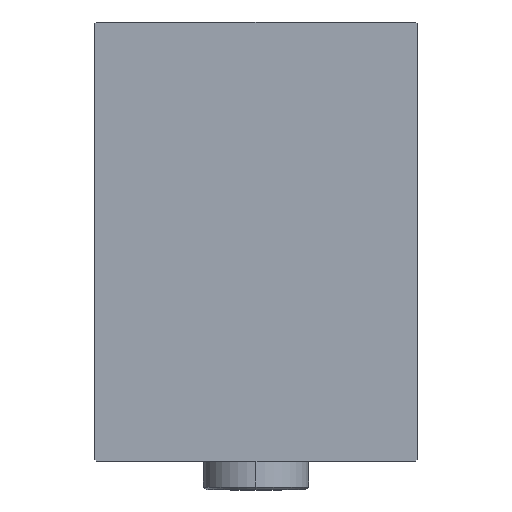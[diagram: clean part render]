
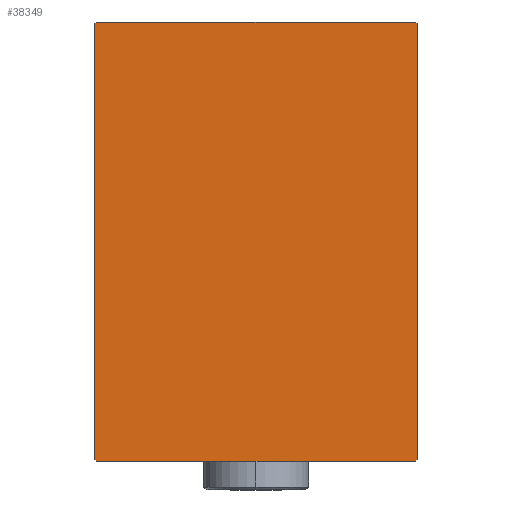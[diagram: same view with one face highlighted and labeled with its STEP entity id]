
A CAD part, left-side view. The second image highlights one B-rep face of the part: STEP entity #38349.
In plain terms, the highlighted face is planar.
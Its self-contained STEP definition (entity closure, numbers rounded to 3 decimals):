
#1156 = ORIENTED_EDGE ( 'NONE', *, *, #18328, .T. ) ;
#1284 = VERTEX_POINT ( 'NONE', #35396 ) ;
#1739 = LINE ( 'NONE', #42026, #35054 ) ;
#2435 = CARTESIAN_POINT ( 'NONE',  ( 175., -27.5, -37.5 ) ) ;
#3529 = CARTESIAN_POINT ( 'NONE',  ( 175., 27.2, 37.5 ) ) ;
#4933 = ORIENTED_EDGE ( 'NONE', *, *, #17338, .T. ) ;
#5836 = DIRECTION ( 'NONE',  ( 0., 0.707, -0.707 ) ) ;
#6095 = LINE ( 'NONE', #44136, #21943 ) ;
#6487 = CARTESIAN_POINT ( 'NONE',  ( 175., 27.2, -37.5 ) ) ;
#6803 = ORIENTED_EDGE ( 'NONE', *, *, #42119, .T. ) ;
#7139 = DIRECTION ( 'NONE',  ( 0., 0., 1. ) ) ;
#7619 = ORIENTED_EDGE ( 'NONE', *, *, #16886, .T. ) ;
#7627 = VERTEX_POINT ( 'NONE', #24624 ) ;
#8453 = DIRECTION ( 'NONE',  ( 0., -1., 0. ) ) ;
#8614 = DIRECTION ( 'NONE',  ( 1., 0., 0. ) ) ;
#8743 = CARTESIAN_POINT ( 'NONE',  ( 175., -32.35, -32.35 ) ) ;
#9491 = CARTESIAN_POINT ( 'NONE',  ( 175., -27.5, 37.2 ) ) ;
#9674 = CARTESIAN_POINT ( 'NONE',  ( 175., 32.35, 32.35 ) ) ;
#10920 = LINE ( 'NONE', #24160, #38891 ) ;
#11867 = CARTESIAN_POINT ( 'NONE',  ( 175., -32.35, 32.35 ) ) ;
#13733 = ORIENTED_EDGE ( 'NONE', *, *, #15914, .T. ) ;
#13794 = VERTEX_POINT ( 'NONE', #6487 ) ;
#14824 = ORIENTED_EDGE ( 'NONE', *, *, #33648, .T. ) ;
#15059 = CARTESIAN_POINT ( 'NONE',  ( 175., 27.5, -37.2 ) ) ;
#15337 = DIRECTION ( 'NONE',  ( 0., 0., -1. ) ) ;
#15508 = EDGE_CURVE ( 'NONE', #38362, #19415, #16613, .T. ) ;
#15914 = EDGE_CURVE ( 'NONE', #19415, #1284, #1739, .T. ) ;
#16613 = LINE ( 'NONE', #9674, #34951 ) ;
#16886 = EDGE_CURVE ( 'NONE', #13794, #21438, #21892, .T. ) ;
#17338 = EDGE_CURVE ( 'NONE', #1284, #24440, #22390, .T. ) ;
#18328 = EDGE_CURVE ( 'NONE', #7627, #25328, #42990, .T. ) ;
#18539 = CARTESIAN_POINT ( 'NONE',  ( 175., 32.35, -32.35 ) ) ;
#19415 = VERTEX_POINT ( 'NONE', #3529 ) ;
#21438 = VERTEX_POINT ( 'NONE', #15059 ) ;
#21892 = LINE ( 'NONE', #18539, #32884 ) ;
#21943 = VECTOR ( 'NONE', #23324, 1000. ) ;
#22256 = CARTESIAN_POINT ( 'NONE',  ( 175., -27.2, -37.5 ) ) ;
#22390 = LINE ( 'NONE', #11867, #40036 ) ;
#22714 = PLANE ( 'NONE',  #23327 ) ;
#23324 = DIRECTION ( 'NONE',  ( 0., 0., -1. ) ) ;
#23327 = AXIS2_PLACEMENT_3D ( 'NONE', #36366, #8614, #15337 ) ;
#24160 = CARTESIAN_POINT ( 'NONE',  ( 175., 27.5, -37.5 ) ) ;
#24440 = VERTEX_POINT ( 'NONE', #9491 ) ;
#24624 = CARTESIAN_POINT ( 'NONE',  ( 175., -27.5, -37.2 ) ) ;
#25328 = VERTEX_POINT ( 'NONE', #22256 ) ;
#26189 = DIRECTION ( 'NONE',  ( 0., -0.707, -0.707 ) ) ;
#30372 = EDGE_CURVE ( 'NONE', #25328, #13794, #43164, .T. ) ;
#32494 = VECTOR ( 'NONE', #36676, 1000. ) ;
#32884 = VECTOR ( 'NONE', #35542, 1000. ) ;
#33008 = FACE_OUTER_BOUND ( 'NONE', #38050, .T. ) ;
#33648 = EDGE_CURVE ( 'NONE', #21438, #38362, #10920, .T. ) ;
#34132 = ORIENTED_EDGE ( 'NONE', *, *, #30372, .T. ) ;
#34951 = VECTOR ( 'NONE', #40776, 1000. ) ;
#35054 = VECTOR ( 'NONE', #8453, 1000. ) ;
#35149 = ORIENTED_EDGE ( 'NONE', *, *, #15508, .T. ) ;
#35396 = CARTESIAN_POINT ( 'NONE',  ( 175., -27.2, 37.5 ) ) ;
#35542 = DIRECTION ( 'NONE',  ( 0., 0.707, 0.707 ) ) ;
#36366 = CARTESIAN_POINT ( 'NONE',  ( 175., 0., 0. ) ) ;
#36499 = VECTOR ( 'NONE', #5836, 1000. ) ;
#36676 = DIRECTION ( 'NONE',  ( 0., 1., 0. ) ) ;
#38050 = EDGE_LOOP ( 'NONE', ( #34132, #7619, #14824, #35149, #13733, #4933, #6803, #1156 ) ) ;
#38349 = ADVANCED_FACE ( 'NONE', ( #33008 ), #22714, .T. ) ;
#38362 = VERTEX_POINT ( 'NONE', #42641 ) ;
#38891 = VECTOR ( 'NONE', #7139, 1000. ) ;
#40036 = VECTOR ( 'NONE', #26189, 1000. ) ;
#40776 = DIRECTION ( 'NONE',  ( 0., -0.707, 0.707 ) ) ;
#42026 = CARTESIAN_POINT ( 'NONE',  ( 175., 27.5, 37.5 ) ) ;
#42119 = EDGE_CURVE ( 'NONE', #24440, #7627, #6095, .T. ) ;
#42641 = CARTESIAN_POINT ( 'NONE',  ( 175., 27.5, 37.2 ) ) ;
#42990 = LINE ( 'NONE', #8743, #36499 ) ;
#43164 = LINE ( 'NONE', #2435, #32494 ) ;
#44136 = CARTESIAN_POINT ( 'NONE',  ( 175., -27.5, 37.5 ) ) ;
